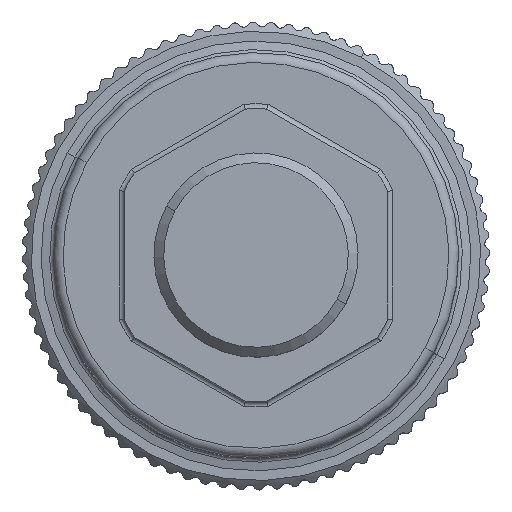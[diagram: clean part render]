
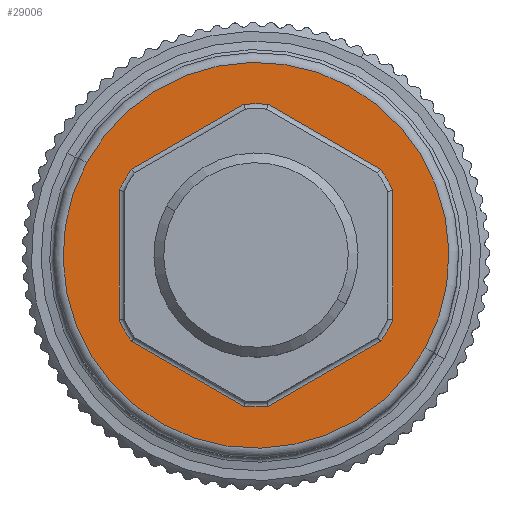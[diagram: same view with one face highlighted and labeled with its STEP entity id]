
A CAD part, top view. The second image highlights one B-rep face of the part: STEP entity #29006.
In plain terms, the highlighted planar face has unit normal (0, 0, 1).
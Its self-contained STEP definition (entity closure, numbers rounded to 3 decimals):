
#28857=CARTESIAN_POINT('Vertex',(-20.554,40.944,-11.065)) ;
#28860=CARTESIAN_POINT('Axis2P3D Location',(-37.886,50.413,-11.065)) ;
#28864=CARTESIAN_POINT('Vertex',(-55.219,59.882,-11.065)) ;
#28879=CARTESIAN_POINT('Axis2P3D Location',(-37.886,50.413,-11.065)) ;
#28891=CARTESIAN_POINT('Axis2P3D Location',(-52.886,50.413,-11.065)) ;
#28900=CARTESIAN_POINT('Axis2P3D Location',(-37.886,50.413,-11.065)) ;
#28904=CARTESIAN_POINT('Vertex',(-25.126,41.615,-11.065)) ;
#28906=CARTESIAN_POINT('Vertex',(-23.886,43.761,-11.065)) ;
#28909=CARTESIAN_POINT('Line Origine',(-30.886,38.289,-11.065)) ;
#28913=CARTESIAN_POINT('Vertex',(-36.647,34.963,-11.065)) ;
#28916=CARTESIAN_POINT('Axis2P3D Location',(-37.886,50.413,-11.065)) ;
#28920=CARTESIAN_POINT('Vertex',(-39.126,34.963,-11.065)) ;
#28923=CARTESIAN_POINT('Line Origine',(-44.886,38.289,-11.065)) ;
#28927=CARTESIAN_POINT('Vertex',(-50.647,41.615,-11.065)) ;
#28930=CARTESIAN_POINT('Axis2P3D Location',(-37.886,50.413,-11.065)) ;
#28934=CARTESIAN_POINT('Vertex',(-51.886,43.761,-11.065)) ;
#28937=CARTESIAN_POINT('Line Origine',(-51.886,50.413,-11.065)) ;
#28941=CARTESIAN_POINT('Vertex',(-51.886,57.065,-11.065)) ;
#28944=CARTESIAN_POINT('Axis2P3D Location',(-37.886,50.413,-11.065)) ;
#28948=CARTESIAN_POINT('Vertex',(-51.489,57.844,-11.065)) ;
#28951=CARTESIAN_POINT('Axis2P3D Location',(-37.886,50.413,-11.065)) ;
#28955=CARTESIAN_POINT('Vertex',(-50.647,59.211,-11.065)) ;
#28958=CARTESIAN_POINT('Line Origine',(-44.886,62.537,-11.065)) ;
#28962=CARTESIAN_POINT('Vertex',(-39.126,65.863,-11.065)) ;
#28965=CARTESIAN_POINT('Axis2P3D Location',(-37.886,50.413,-11.065)) ;
#28969=CARTESIAN_POINT('Vertex',(-36.647,65.863,-11.065)) ;
#28972=CARTESIAN_POINT('Line Origine',(-30.886,62.537,-11.065)) ;
#28976=CARTESIAN_POINT('Vertex',(-25.126,59.211,-11.065)) ;
#28979=CARTESIAN_POINT('Axis2P3D Location',(-37.886,50.413,-11.065)) ;
#28983=CARTESIAN_POINT('Vertex',(-23.886,57.065,-11.065)) ;
#28986=CARTESIAN_POINT('Line Origine',(-23.886,50.413,-11.065)) ;
#28861=DIRECTION('Axis2P3D Direction',(0.,0.,-1.)) ;
#28880=DIRECTION('Axis2P3D Direction',(0.,0.,-1.)) ;
#28892=DIRECTION('Axis2P3D Direction',(0.,0.,-1.)) ;
#28893=DIRECTION('Axis2P3D XDirection',(0.,1.,0.)) ;
#28901=DIRECTION('Axis2P3D Direction',(0.,0.,-1.)) ;
#28910=DIRECTION('Vector Direction',(-0.866,-0.5,0.)) ;
#28917=DIRECTION('Axis2P3D Direction',(0.,0.,-1.)) ;
#28924=DIRECTION('Vector Direction',(-0.866,0.5,0.)) ;
#28931=DIRECTION('Axis2P3D Direction',(0.,0.,-1.)) ;
#28938=DIRECTION('Vector Direction',(0.,1.,0.)) ;
#28945=DIRECTION('Axis2P3D Direction',(0.,0.,-1.)) ;
#28952=DIRECTION('Axis2P3D Direction',(0.,0.,-1.)) ;
#28959=DIRECTION('Vector Direction',(0.866,0.5,0.)) ;
#28966=DIRECTION('Axis2P3D Direction',(0.,0.,-1.)) ;
#28973=DIRECTION('Vector Direction',(0.866,-0.5,0.)) ;
#28980=DIRECTION('Axis2P3D Direction',(0.,0.,-1.)) ;
#28987=DIRECTION('Vector Direction',(0.,-1.,0.)) ;
#28862=AXIS2_PLACEMENT_3D('Circle Axis2P3D',#28860,#28861,$) ;
#28881=AXIS2_PLACEMENT_3D('Circle Axis2P3D',#28879,#28880,$) ;
#28894=AXIS2_PLACEMENT_3D('Plane Axis2P3D',#28891,#28892,#28893) ;
#28902=AXIS2_PLACEMENT_3D('Circle Axis2P3D',#28900,#28901,$) ;
#28918=AXIS2_PLACEMENT_3D('Circle Axis2P3D',#28916,#28917,$) ;
#28932=AXIS2_PLACEMENT_3D('Circle Axis2P3D',#28930,#28931,$) ;
#28946=AXIS2_PLACEMENT_3D('Circle Axis2P3D',#28944,#28945,$) ;
#28953=AXIS2_PLACEMENT_3D('Circle Axis2P3D',#28951,#28952,$) ;
#28967=AXIS2_PLACEMENT_3D('Circle Axis2P3D',#28965,#28966,$) ;
#28981=AXIS2_PLACEMENT_3D('Circle Axis2P3D',#28979,#28980,$) ;
#28897=ORIENTED_EDGE('',*,*,#28883,.F.) ;
#28898=ORIENTED_EDGE('',*,*,#28866,.F.) ;
#28992=ORIENTED_EDGE('',*,*,#28908,.F.) ;
#28993=ORIENTED_EDGE('',*,*,#28915,.T.) ;
#28994=ORIENTED_EDGE('',*,*,#28922,.T.) ;
#28995=ORIENTED_EDGE('',*,*,#28929,.T.) ;
#28996=ORIENTED_EDGE('',*,*,#28936,.T.) ;
#28997=ORIENTED_EDGE('',*,*,#28943,.T.) ;
#28998=ORIENTED_EDGE('',*,*,#28950,.F.) ;
#28999=ORIENTED_EDGE('',*,*,#28957,.T.) ;
#29000=ORIENTED_EDGE('',*,*,#28964,.T.) ;
#29001=ORIENTED_EDGE('',*,*,#28971,.T.) ;
#29002=ORIENTED_EDGE('',*,*,#28978,.T.) ;
#29003=ORIENTED_EDGE('',*,*,#28985,.T.) ;
#29004=ORIENTED_EDGE('',*,*,#28990,.T.) ;
#29005=FACE_BOUND('',#28991,.T.) ;
#28911=VECTOR('Line Direction',#28910,1.) ;
#28925=VECTOR('Line Direction',#28924,1.) ;
#28939=VECTOR('Line Direction',#28938,1.) ;
#28960=VECTOR('Line Direction',#28959,1.) ;
#28974=VECTOR('Line Direction',#28973,1.) ;
#28988=VECTOR('Line Direction',#28987,1.) ;
#29006=ADVANCED_FACE('PartBody',(#28899,#29005),#28895,.F.) ;
#28863=CIRCLE('generated circle',#28862,19.75) ;
#28882=CIRCLE('generated circle',#28881,19.75) ;
#28903=CIRCLE('generated circle',#28902,15.5) ;
#28919=CIRCLE('generated circle',#28918,15.5) ;
#28933=CIRCLE('generated circle',#28932,15.5) ;
#28947=CIRCLE('generated circle',#28946,15.5) ;
#28954=CIRCLE('generated circle',#28953,15.5) ;
#28968=CIRCLE('generated circle',#28967,15.5) ;
#28982=CIRCLE('generated circle',#28981,15.5) ;
#28866=EDGE_CURVE('',#28858,#28865,#28863,.T.) ;
#28883=EDGE_CURVE('',#28865,#28858,#28882,.T.) ;
#28908=EDGE_CURVE('',#28905,#28907,#28903,.F.) ;
#28915=EDGE_CURVE('',#28905,#28914,#28912,.T.) ;
#28922=EDGE_CURVE('',#28914,#28921,#28919,.T.) ;
#28929=EDGE_CURVE('',#28921,#28928,#28926,.T.) ;
#28936=EDGE_CURVE('',#28928,#28935,#28933,.T.) ;
#28943=EDGE_CURVE('',#28935,#28942,#28940,.T.) ;
#28950=EDGE_CURVE('',#28949,#28942,#28947,.F.) ;
#28957=EDGE_CURVE('',#28949,#28956,#28954,.T.) ;
#28964=EDGE_CURVE('',#28956,#28963,#28961,.T.) ;
#28971=EDGE_CURVE('',#28963,#28970,#28968,.T.) ;
#28978=EDGE_CURVE('',#28970,#28977,#28975,.T.) ;
#28985=EDGE_CURVE('',#28977,#28984,#28982,.T.) ;
#28990=EDGE_CURVE('',#28984,#28907,#28989,.T.) ;
#28896=EDGE_LOOP('',(#28897,#28898)) ;
#28991=EDGE_LOOP('',(#28992,#28993,#28994,#28995,#28996,#28997,#28998,#28999,#29000,#29001,#29002,#29003,#29004)) ;
#28899=FACE_OUTER_BOUND('',#28896,.T.) ;
#28912=LINE('Line',#28909,#28911) ;
#28926=LINE('Line',#28923,#28925) ;
#28940=LINE('Line',#28937,#28939) ;
#28961=LINE('Line',#28958,#28960) ;
#28975=LINE('Line',#28972,#28974) ;
#28989=LINE('Line',#28986,#28988) ;
#28895=PLANE('',#28894) ;
#28858=VERTEX_POINT('',#28857) ;
#28865=VERTEX_POINT('',#28864) ;
#28905=VERTEX_POINT('',#28904) ;
#28907=VERTEX_POINT('',#28906) ;
#28914=VERTEX_POINT('',#28913) ;
#28921=VERTEX_POINT('',#28920) ;
#28928=VERTEX_POINT('',#28927) ;
#28935=VERTEX_POINT('',#28934) ;
#28942=VERTEX_POINT('',#28941) ;
#28949=VERTEX_POINT('',#28948) ;
#28956=VERTEX_POINT('',#28955) ;
#28963=VERTEX_POINT('',#28962) ;
#28970=VERTEX_POINT('',#28969) ;
#28977=VERTEX_POINT('',#28976) ;
#28984=VERTEX_POINT('',#28983) ;
